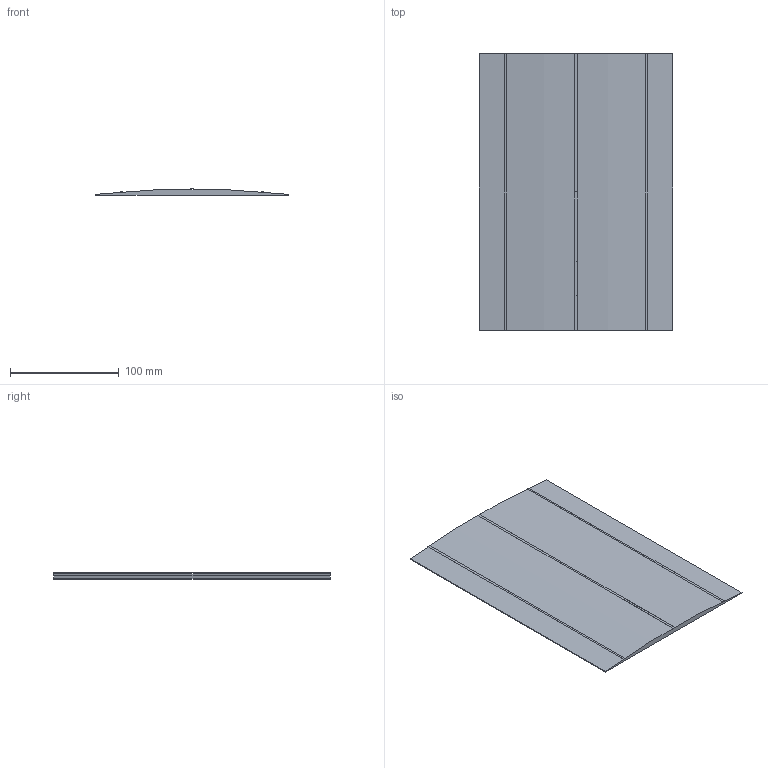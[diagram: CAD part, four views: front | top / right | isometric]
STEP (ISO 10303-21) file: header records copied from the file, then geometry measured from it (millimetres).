
FILE_DESCRIPTION(/* description */ (''),/* implementation_level */ '2;1');
FILE_NAME(/* name */ 'scale double lane road with breakdown lane',/* time_stamp */ '2025-05-24T22:56:05-04:00',/* author */ (''),/* organization */ (''),/* preprocessor_version */ 'ST-DEVELOPER v19.2',/* originating_system */ 'Rhino 8.19',/* authorisation */ '');
FILE_SCHEMA (('CONFIG_CONTROL_DESIGN'));
Length unit declared in the file: inch
Products named in the file (1): Document
Bounding box: 177.74 x 254 x 5.74 mm (x, y, z)
Volume: 183225.3 mm3; surface area: 95741.6 mm2
Topology: 5 solids, 5 shells, 39 faces, 83 edges, 56 vertices
Faces by surface type: plane 38, cylinder 1
Entity records: 1030 total; most frequent: CARTESIAN_POINT 318, ORIENTED_EDGE 158, B_SPLINE_CURVE_WITH_KNOTS 83, EDGE_CURVE 79, VERTEX_POINT 50, DIRECTION 45, AXIS2_PLACEMENT_3D 42, ADVANCED_FACE 39
